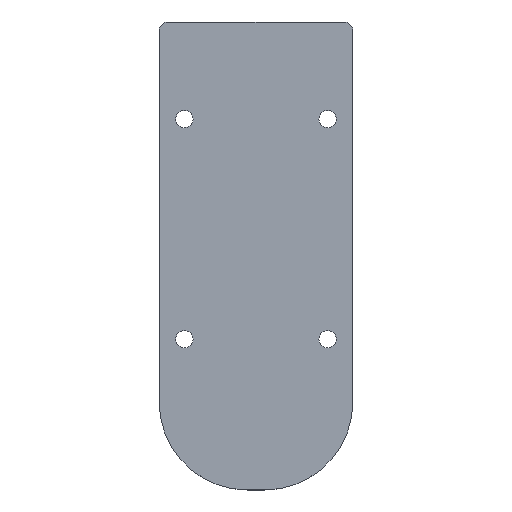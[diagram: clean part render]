
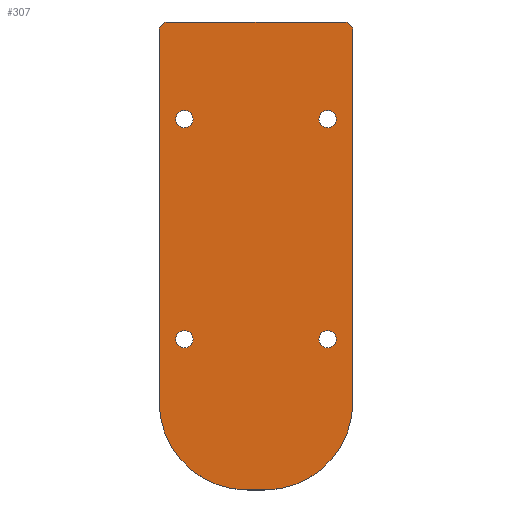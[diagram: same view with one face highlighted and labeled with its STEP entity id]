
A CAD part, top view. The second image highlights one B-rep face of the part: STEP entity #307.
In plain terms, the highlighted planar face has unit normal (0, 0, 1).
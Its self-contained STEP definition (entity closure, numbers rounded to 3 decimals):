
#19=FACE_BOUND('',#54,.T.);
#20=FACE_BOUND('',#55,.T.);
#21=FACE_BOUND('',#56,.T.);
#22=FACE_BOUND('',#57,.T.);
#27=PLANE('',#349);
#35=FACE_OUTER_BOUND('',#53,.T.);
#53=EDGE_LOOP('',(#241,#242,#243,#244,#245,#246,#247,#248));
#54=EDGE_LOOP('',(#249,#250));
#55=EDGE_LOOP('',(#251,#252));
#56=EDGE_LOOP('',(#253,#254));
#57=EDGE_LOOP('',(#255,#256));
#69=LINE('',#480,#89);
#75=LINE('',#517,#95);
#77=LINE('',#520,#97);
#78=LINE('',#525,#98);
#89=VECTOR('',#381,10.);
#95=VECTOR('',#417,10.);
#97=VECTOR('',#421,10.);
#98=VECTOR('',#426,10.);
#105=CIRCLE('',#330,25.4);
#118=CIRCLE('',#346,25.4);
#119=CIRCLE('',#350,2.54);
#120=CIRCLE('',#351,2.54);
#121=CIRCLE('',#352,2.5);
#122=CIRCLE('',#353,2.5);
#123=CIRCLE('',#354,2.5);
#124=CIRCLE('',#355,2.5);
#125=CIRCLE('',#356,2.5);
#126=CIRCLE('',#357,2.5);
#127=CIRCLE('',#358,2.5);
#128=CIRCLE('',#359,2.5);
#129=VERTEX_POINT('',#467);
#130=VERTEX_POINT('',#468);
#134=VERTEX_POINT('',#478);
#148=VERTEX_POINT('',#510);
#149=VERTEX_POINT('',#512);
#150=VERTEX_POINT('',#516);
#151=VERTEX_POINT('',#522);
#152=VERTEX_POINT('',#524);
#153=VERTEX_POINT('',#527);
#154=VERTEX_POINT('',#528);
#155=VERTEX_POINT('',#531);
#156=VERTEX_POINT('',#532);
#157=VERTEX_POINT('',#535);
#158=VERTEX_POINT('',#536);
#159=VERTEX_POINT('',#539);
#160=VERTEX_POINT('',#540);
#161=EDGE_CURVE('',#129,#130,#105,.T.);
#167=EDGE_CURVE('',#129,#134,#69,.T.);
#183=EDGE_CURVE('',#148,#149,#118,.T.);
#185=EDGE_CURVE('',#150,#149,#75,.T.);
#187=EDGE_CURVE('',#148,#130,#77,.F.);
#188=EDGE_CURVE('',#151,#134,#119,.T.);
#189=EDGE_CURVE('',#151,#152,#78,.F.);
#190=EDGE_CURVE('',#150,#152,#120,.T.);
#191=EDGE_CURVE('',#153,#154,#121,.T.);
#192=EDGE_CURVE('',#154,#153,#122,.T.);
#193=EDGE_CURVE('',#155,#156,#123,.T.);
#194=EDGE_CURVE('',#156,#155,#124,.T.);
#195=EDGE_CURVE('',#157,#158,#125,.T.);
#196=EDGE_CURVE('',#158,#157,#126,.T.);
#197=EDGE_CURVE('',#159,#160,#127,.T.);
#198=EDGE_CURVE('',#160,#159,#128,.T.);
#241=ORIENTED_EDGE('',*,*,#161,.F.);
#242=ORIENTED_EDGE('',*,*,#167,.T.);
#243=ORIENTED_EDGE('',*,*,#188,.F.);
#244=ORIENTED_EDGE('',*,*,#189,.T.);
#245=ORIENTED_EDGE('',*,*,#190,.F.);
#246=ORIENTED_EDGE('',*,*,#185,.T.);
#247=ORIENTED_EDGE('',*,*,#183,.F.);
#248=ORIENTED_EDGE('',*,*,#187,.T.);
#249=ORIENTED_EDGE('',*,*,#191,.T.);
#250=ORIENTED_EDGE('',*,*,#192,.T.);
#251=ORIENTED_EDGE('',*,*,#193,.T.);
#252=ORIENTED_EDGE('',*,*,#194,.T.);
#253=ORIENTED_EDGE('',*,*,#195,.T.);
#254=ORIENTED_EDGE('',*,*,#196,.T.);
#255=ORIENTED_EDGE('',*,*,#197,.T.);
#256=ORIENTED_EDGE('',*,*,#198,.T.);
#307=ADVANCED_FACE('',(#35,#19,#20,#21,#22),#27,.T.);
#330=AXIS2_PLACEMENT_3D('',#469,#371,#372);
#346=AXIS2_PLACEMENT_3D('',#513,#412,#413);
#349=AXIS2_PLACEMENT_3D('',#521,#422,#423);
#350=AXIS2_PLACEMENT_3D('',#523,#424,#425);
#351=AXIS2_PLACEMENT_3D('',#526,#427,#428);
#352=AXIS2_PLACEMENT_3D('',#529,#429,#430);
#353=AXIS2_PLACEMENT_3D('',#530,#431,#432);
#354=AXIS2_PLACEMENT_3D('',#533,#433,#434);
#355=AXIS2_PLACEMENT_3D('',#534,#435,#436);
#356=AXIS2_PLACEMENT_3D('',#537,#437,#438);
#357=AXIS2_PLACEMENT_3D('',#538,#439,#440);
#358=AXIS2_PLACEMENT_3D('',#541,#441,#442);
#359=AXIS2_PLACEMENT_3D('',#542,#443,#444);
#371=DIRECTION('center_axis',(0.,0.,-1.));
#372=DIRECTION('ref_axis',(0.707,-0.707,0.));
#381=DIRECTION('',(0.,1.,0.));
#412=DIRECTION('center_axis',(0.,0.,-1.));
#413=DIRECTION('ref_axis',(-0.707,-0.707,0.));
#417=DIRECTION('',(0.,-1.,0.));
#421=DIRECTION('',(-1.,0.,0.));
#422=DIRECTION('center_axis',(0.,0.,1.));
#423=DIRECTION('ref_axis',(1.,0.,0.));
#424=DIRECTION('center_axis',(0.,0.,-1.));
#425=DIRECTION('ref_axis',(0.707,0.707,0.));
#426=DIRECTION('',(1.,0.,0.));
#427=DIRECTION('center_axis',(0.,0.,-1.));
#428=DIRECTION('ref_axis',(-0.707,0.707,0.));
#429=DIRECTION('center_axis',(0.,0.,-1.));
#430=DIRECTION('ref_axis',(1.,0.,0.));
#431=DIRECTION('center_axis',(0.,0.,-1.));
#432=DIRECTION('ref_axis',(1.,0.,0.));
#433=DIRECTION('center_axis',(0.,0.,-1.));
#434=DIRECTION('ref_axis',(1.,0.,0.));
#435=DIRECTION('center_axis',(0.,0.,-1.));
#436=DIRECTION('ref_axis',(1.,0.,0.));
#437=DIRECTION('center_axis',(0.,0.,-1.));
#438=DIRECTION('ref_axis',(1.,0.,0.));
#439=DIRECTION('center_axis',(0.,0.,-1.));
#440=DIRECTION('ref_axis',(1.,0.,0.));
#441=DIRECTION('center_axis',(0.,0.,-1.));
#442=DIRECTION('ref_axis',(1.,0.,0.));
#443=DIRECTION('center_axis',(0.,0.,-1.));
#444=DIRECTION('ref_axis',(1.,0.,0.));
#467=CARTESIAN_POINT('',(77.94,-89.6,6.35));
#468=CARTESIAN_POINT('',(52.54,-115.,6.35));
#469=CARTESIAN_POINT('Origin',(52.54,-89.6,6.35));
#478=CARTESIAN_POINT('',(77.94,17.46,6.35));
#480=CARTESIAN_POINT('',(77.94,0.,6.35));
#510=CARTESIAN_POINT('',(47.46,-115.,6.35));
#512=CARTESIAN_POINT('',(22.06,-89.6,6.35));
#513=CARTESIAN_POINT('Origin',(47.46,-89.6,6.35));
#516=CARTESIAN_POINT('',(22.06,17.46,6.35));
#517=CARTESIAN_POINT('',(22.06,0.,6.35));
#520=CARTESIAN_POINT('',(36.03,-115.,6.35));
#521=CARTESIAN_POINT('Origin',(50.,-137.5,6.35));
#522=CARTESIAN_POINT('',(75.4,20.,6.35));
#523=CARTESIAN_POINT('Origin',(75.4,17.46,6.35));
#524=CARTESIAN_POINT('',(24.6,20.,6.35));
#525=CARTESIAN_POINT('',(63.97,20.,6.35));
#526=CARTESIAN_POINT('Origin',(24.6,17.46,6.35));
#527=CARTESIAN_POINT('',(70.638,-10.5,6.35));
#528=CARTESIAN_POINT('',(68.138,-8.,6.35));
#529=CARTESIAN_POINT('Origin',(70.638,-8.,6.35));
#530=CARTESIAN_POINT('Origin',(70.638,-8.,6.35));
#531=CARTESIAN_POINT('',(31.863,-8.,6.35));
#532=CARTESIAN_POINT('',(26.863,-8.,6.35));
#533=CARTESIAN_POINT('Origin',(29.363,-8.,6.35));
#534=CARTESIAN_POINT('Origin',(29.363,-8.,6.35));
#535=CARTESIAN_POINT('',(31.863,-71.5,6.35));
#536=CARTESIAN_POINT('',(26.863,-71.5,6.35));
#537=CARTESIAN_POINT('Origin',(29.363,-71.5,6.35));
#538=CARTESIAN_POINT('Origin',(29.363,-71.5,6.35));
#539=CARTESIAN_POINT('',(70.638,-69.,6.35));
#540=CARTESIAN_POINT('',(68.138,-71.5,6.35));
#541=CARTESIAN_POINT('Origin',(70.638,-71.5,6.35));
#542=CARTESIAN_POINT('Origin',(70.638,-71.5,6.35));
